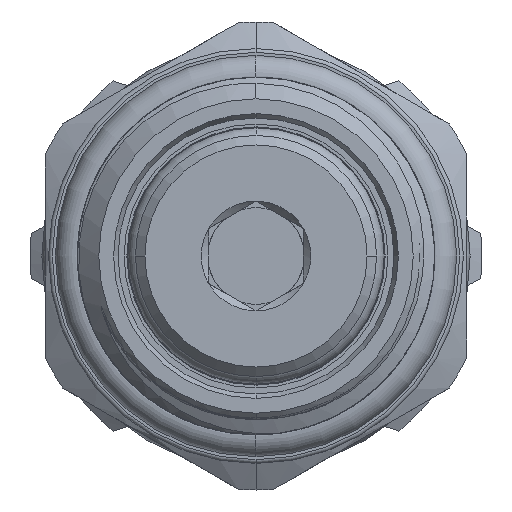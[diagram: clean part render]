
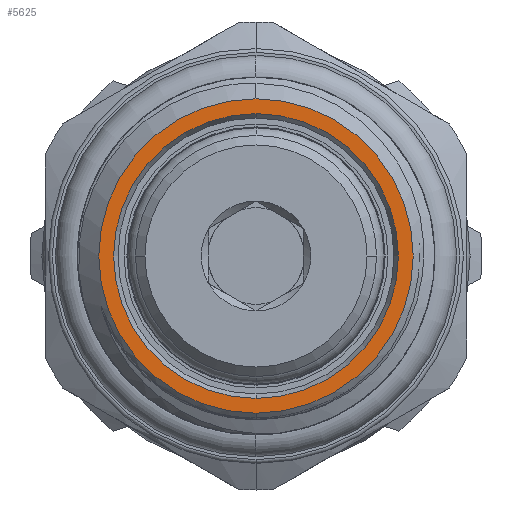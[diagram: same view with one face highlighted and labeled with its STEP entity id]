
A CAD part, left-side view. The second image highlights one B-rep face of the part: STEP entity #5625.
In plain terms, the highlighted planar face has unit normal (-1, 0, 0).
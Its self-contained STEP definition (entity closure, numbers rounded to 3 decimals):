
#45 = CARTESIAN_POINT ( 'NONE',  ( -44.4, 0., 0. ) ) ;
#370 = VERTEX_POINT ( 'NONE', #8871 ) ;
#397 = DIRECTION ( 'NONE',  ( 0., 0., 1. ) ) ;
#441 = DIRECTION ( 'NONE',  ( 0., 0., -1. ) ) ;
#533 = EDGE_CURVE ( 'NONE', #10230, #7353, #5883, .T. ) ;
#549 = EDGE_LOOP ( 'NONE', ( #7967, #6255 ) ) ;
#588 = CIRCLE ( 'NONE', #619, 8.28 ) ;
#619 = AXIS2_PLACEMENT_3D ( 'NONE', #10706, #4806, #441 ) ;
#1077 = DIRECTION ( 'NONE',  ( 0., 0., -1. ) ) ;
#1109 = CARTESIAN_POINT ( 'NONE',  ( -44.4, 0., 8.28 ) ) ;
#2047 = EDGE_CURVE ( 'NONE', #9535, #370, #4365, .T. ) ;
#2362 = CARTESIAN_POINT ( 'NONE',  ( -44.4, 0., 0. ) ) ;
#2798 = DIRECTION ( 'NONE',  ( -1., 0., 0. ) ) ;
#2849 = CARTESIAN_POINT ( 'NONE',  ( -44.4, 0., 0. ) ) ;
#2901 = AXIS2_PLACEMENT_3D ( 'NONE', #45, #7660, #1077 ) ;
#3212 = DIRECTION ( 'NONE',  ( 0., 0., -1. ) ) ;
#4365 = CIRCLE ( 'NONE', #8188, 8.28 ) ;
#4806 = DIRECTION ( 'NONE',  ( -1., 0., 0. ) ) ;
#5443 = DIRECTION ( 'NONE',  ( 1., 0., 0. ) ) ;
#5539 = FACE_BOUND ( 'NONE', #8399, .T. ) ;
#5625 = ADVANCED_FACE ( 'NONE', ( #8055, #5539 ), #8066, .F. ) ;
#5883 = CIRCLE ( 'NONE', #10662, 7.5 ) ;
#6151 = ORIENTED_EDGE ( 'NONE', *, *, #533, .F. ) ;
#6255 = ORIENTED_EDGE ( 'NONE', *, *, #10635, .T. ) ;
#7218 = CARTESIAN_POINT ( 'NONE',  ( -44.4, 0., 7.5 ) ) ;
#7353 = VERTEX_POINT ( 'NONE', #7618 ) ;
#7618 = CARTESIAN_POINT ( 'NONE',  ( -44.4, 0., -7.5 ) ) ;
#7625 = EDGE_CURVE ( 'NONE', #7353, #10230, #10913, .T. ) ;
#7660 = DIRECTION ( 'NONE',  ( -1., 0., 0. ) ) ;
#7847 = ORIENTED_EDGE ( 'NONE', *, *, #7625, .F. ) ;
#7967 = ORIENTED_EDGE ( 'NONE', *, *, #2047, .T. ) ;
#8055 = FACE_OUTER_BOUND ( 'NONE', #549, .T. ) ;
#8066 = PLANE ( 'NONE',  #9175 ) ;
#8188 = AXIS2_PLACEMENT_3D ( 'NONE', #2362, #8305, #3212 ) ;
#8305 = DIRECTION ( 'NONE',  ( -1., 0., 0. ) ) ;
#8399 = EDGE_LOOP ( 'NONE', ( #7847, #6151 ) ) ;
#8690 = DIRECTION ( 'NONE',  ( 0., 0., -1. ) ) ;
#8871 = CARTESIAN_POINT ( 'NONE',  ( -44.4, 0., -8.28 ) ) ;
#9175 = AXIS2_PLACEMENT_3D ( 'NONE', #2849, #5443, #397 ) ;
#9510 = CARTESIAN_POINT ( 'NONE',  ( -44.4, 0., 0. ) ) ;
#9535 = VERTEX_POINT ( 'NONE', #1109 ) ;
#10230 = VERTEX_POINT ( 'NONE', #7218 ) ;
#10635 = EDGE_CURVE ( 'NONE', #370, #9535, #588, .T. ) ;
#10662 = AXIS2_PLACEMENT_3D ( 'NONE', #9510, #2798, #8690 ) ;
#10706 = CARTESIAN_POINT ( 'NONE',  ( -44.4, 0., 0. ) ) ;
#10913 = CIRCLE ( 'NONE', #2901, 7.5 ) ;
